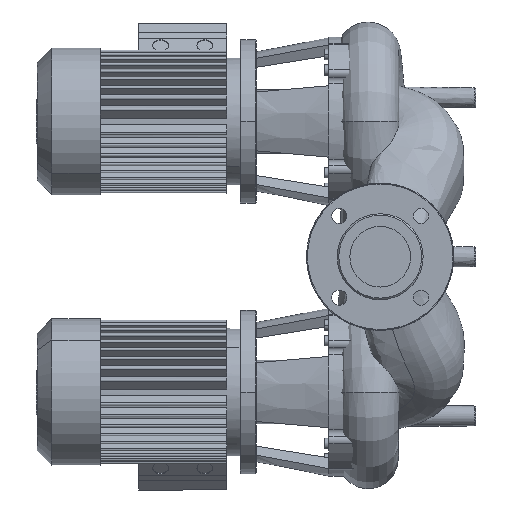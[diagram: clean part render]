
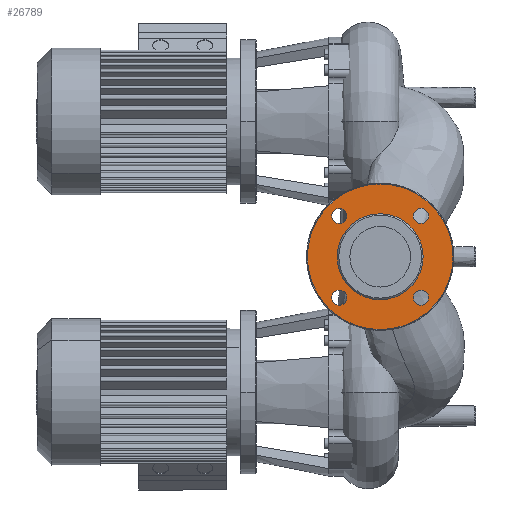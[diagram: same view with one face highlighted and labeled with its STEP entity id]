
A CAD part, left-side view. The second image highlights one B-rep face of the part: STEP entity #26789.
In plain terms, the highlighted free-form (B-spline) face has degree [1, 1] with [2, 2] control points.
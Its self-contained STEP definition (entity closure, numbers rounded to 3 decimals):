
#26168=CARTESIAN_POINT('',(2.,0.,-91.5));
#26169=VERTEX_POINT('',#26168);
#26185=CARTESIAN_POINT('',(2.,0.,91.5));
#26186=VERTEX_POINT('',#26185);
#26194=CARTESIAN_POINT('',(2.,-91.5,0.0));
#26195=VERTEX_POINT('',#26194);
#26196=CARTESIAN_POINT('',(2.,0.,0.0));
#26197=DIRECTION('',(-1.0,0.0,0.0));
#26198=DIRECTION('',(0.0,-1.0,0.0));
#26199=AXIS2_PLACEMENT_3D('',#26196,#26197,#26198);
#26200=CIRCLE('',#26199,91.5);
#26201=EDGE_CURVE('',#26195,#26186,#26200,.T.);
#26203=CARTESIAN_POINT('',(2.,0.,0.0));
#26204=DIRECTION('',(-1.0,0.0,0.0));
#26205=DIRECTION('',(0.0,-1.0,0.0));
#26206=AXIS2_PLACEMENT_3D('',#26203,#26204,#26205);
#26207=CIRCLE('',#26206,91.5);
#26208=EDGE_CURVE('',#26169,#26195,#26207,.T.);
#26239=CARTESIAN_POINT('',(2.,-54.,0.0));
#26240=VERTEX_POINT('',#26239);
#26249=CARTESIAN_POINT('',(2.,54.,0.));
#26250=VERTEX_POINT('',#26249);
#26251=CARTESIAN_POINT('',(2.,0.,0.0));
#26252=DIRECTION('',(-1.0,0.0,0.0));
#26253=DIRECTION('',(0.0,-1.0,0.0));
#26254=AXIS2_PLACEMENT_3D('',#26251,#26252,#26253);
#26255=CIRCLE('',#26254,54.);
#26256=EDGE_CURVE('',#26240,#26250,#26255,.T.);
#26302=CARTESIAN_POINT('',(2.,-51.265,41.765));
#26303=VERTEX_POINT('',#26302);
#26312=CARTESIAN_POINT('',(2.,-51.265,60.765));
#26313=VERTEX_POINT('',#26312);
#26314=CARTESIAN_POINT('',(2.,-51.265,51.265));
#26315=DIRECTION('',(-1.0,0.0,0.0));
#26316=DIRECTION('',(0.0,0.0,-1.0));
#26317=AXIS2_PLACEMENT_3D('',#26314,#26315,#26316);
#26318=CIRCLE('',#26317,9.5);
#26319=EDGE_CURVE('',#26303,#26313,#26318,.T.);
#26365=CARTESIAN_POINT('',(2.,41.765,51.265));
#26366=VERTEX_POINT('',#26365);
#26375=CARTESIAN_POINT('',(2.,60.765,51.265));
#26376=VERTEX_POINT('',#26375);
#26377=CARTESIAN_POINT('',(2.,51.265,51.265));
#26378=DIRECTION('',(-1.0,0.0,0.0));
#26379=DIRECTION('',(0.0,-1.0,0.0));
#26380=AXIS2_PLACEMENT_3D('',#26377,#26378,#26379);
#26381=CIRCLE('',#26380,9.5);
#26382=EDGE_CURVE('',#26366,#26376,#26381,.T.);
#26428=CARTESIAN_POINT('',(2.,51.265,-41.765));
#26429=VERTEX_POINT('',#26428);
#26438=CARTESIAN_POINT('',(2.,51.265,-60.765));
#26439=VERTEX_POINT('',#26438);
#26440=CARTESIAN_POINT('',(2.,51.265,-51.265));
#26441=DIRECTION('',(-1.0,0.0,0.0));
#26442=DIRECTION('',(0.0,0.0,1.0));
#26443=AXIS2_PLACEMENT_3D('',#26440,#26441,#26442);
#26444=CIRCLE('',#26443,9.5);
#26445=EDGE_CURVE('',#26429,#26439,#26444,.T.);
#26491=CARTESIAN_POINT('',(2.,-41.765,-51.265));
#26492=VERTEX_POINT('',#26491);
#26501=CARTESIAN_POINT('',(2.,-60.765,-51.265));
#26502=VERTEX_POINT('',#26501);
#26503=CARTESIAN_POINT('',(2.,-51.265,-51.265));
#26504=DIRECTION('',(-1.0,0.0,0.0));
#26505=DIRECTION('',(0.0,1.0,0.0));
#26506=AXIS2_PLACEMENT_3D('',#26503,#26504,#26505);
#26507=CIRCLE('',#26506,9.5);
#26508=EDGE_CURVE('',#26492,#26502,#26507,.T.);
#26563=CARTESIAN_POINT('',(2.,-51.265,-51.265));
#26564=DIRECTION('',(-1.0,0.0,0.0));
#26565=DIRECTION('',(0.0,1.0,0.0));
#26566=AXIS2_PLACEMENT_3D('',#26563,#26564,#26565);
#26567=CIRCLE('',#26566,9.5);
#26568=EDGE_CURVE('',#26502,#26492,#26567,.T.);
#26608=CARTESIAN_POINT('',(2.,51.265,-51.265));
#26609=DIRECTION('',(-1.0,0.0,0.0));
#26610=DIRECTION('',(0.0,0.0,1.0));
#26611=AXIS2_PLACEMENT_3D('',#26608,#26609,#26610);
#26612=CIRCLE('',#26611,9.5);
#26613=EDGE_CURVE('',#26439,#26429,#26612,.T.);
#26653=CARTESIAN_POINT('',(2.,51.265,51.265));
#26654=DIRECTION('',(-1.0,0.0,0.0));
#26655=DIRECTION('',(0.0,-1.0,0.0));
#26656=AXIS2_PLACEMENT_3D('',#26653,#26654,#26655);
#26657=CIRCLE('',#26656,9.5);
#26658=EDGE_CURVE('',#26376,#26366,#26657,.T.);
#26698=CARTESIAN_POINT('',(2.,-51.265,51.265));
#26699=DIRECTION('',(-1.0,0.0,0.0));
#26700=DIRECTION('',(0.0,0.0,-1.0));
#26701=AXIS2_PLACEMENT_3D('',#26698,#26699,#26700);
#26702=CIRCLE('',#26701,9.5);
#26703=EDGE_CURVE('',#26313,#26303,#26702,.T.);
#26743=CARTESIAN_POINT('',(2.,0.,0.0));
#26744=DIRECTION('',(-1.0,0.0,0.0));
#26745=DIRECTION('',(0.0,-1.0,0.0));
#26746=AXIS2_PLACEMENT_3D('',#26743,#26744,#26745);
#26747=CIRCLE('',#26746,54.);
#26748=EDGE_CURVE('',#26250,#26240,#26747,.T.);
#26753=CARTESIAN_POINT('',(2.,-91.5,-91.5));
#26754=CARTESIAN_POINT('',(2.,-91.5,91.5));
#26755=CARTESIAN_POINT('',(2.,91.5,-91.5));
#26756=CARTESIAN_POINT('',(2.,91.5,91.5));
#26757=B_SPLINE_SURFACE_WITH_KNOTS('',1,1,((#26753,#26755),(#26754,#26756)),.UNSPECIFIED.,.F.,.F.,.U.,(2,2),(2,2),(0.0,183.),(0.0,183.),.UNSPECIFIED.);
#26758=ORIENTED_EDGE('',*,*,#26201,.T.);
#26759=CARTESIAN_POINT('',(2.,0.,0.0));
#26760=DIRECTION('',(-1.0,0.0,0.0));
#26761=DIRECTION('',(0.0,-1.0,0.0));
#26762=AXIS2_PLACEMENT_3D('',#26759,#26760,#26761);
#26763=CIRCLE('',#26762,91.5);
#26764=EDGE_CURVE('',#26186,#26169,#26763,.T.);
#26765=ORIENTED_EDGE('',*,*,#26764,.T.);
#26766=ORIENTED_EDGE('',*,*,#26208,.T.);
#26767=EDGE_LOOP('',(#26758,#26765,#26766));
#26768=FACE_OUTER_BOUND('',#26767,.T.);
#26769=ORIENTED_EDGE('',*,*,#26568,.F.);
#26770=ORIENTED_EDGE('',*,*,#26508,.F.);
#26771=EDGE_LOOP('',(#26769,#26770));
#26772=FACE_BOUND('',#26771,.T.);
#26773=ORIENTED_EDGE('',*,*,#26613,.F.);
#26774=ORIENTED_EDGE('',*,*,#26445,.F.);
#26775=EDGE_LOOP('',(#26773,#26774));
#26776=FACE_BOUND('',#26775,.T.);
#26777=ORIENTED_EDGE('',*,*,#26658,.F.);
#26778=ORIENTED_EDGE('',*,*,#26382,.F.);
#26779=EDGE_LOOP('',(#26777,#26778));
#26780=FACE_BOUND('',#26779,.T.);
#26781=ORIENTED_EDGE('',*,*,#26703,.F.);
#26782=ORIENTED_EDGE('',*,*,#26319,.F.);
#26783=EDGE_LOOP('',(#26781,#26782));
#26784=FACE_BOUND('',#26783,.T.);
#26785=ORIENTED_EDGE('',*,*,#26256,.F.);
#26786=ORIENTED_EDGE('',*,*,#26748,.F.);
#26787=EDGE_LOOP('',(#26785,#26786));
#26788=FACE_BOUND('',#26787,.T.);
#26789=ADVANCED_FACE('',(#26768,#26772,#26776,#26780,#26784,#26788),#26757,.T.);
